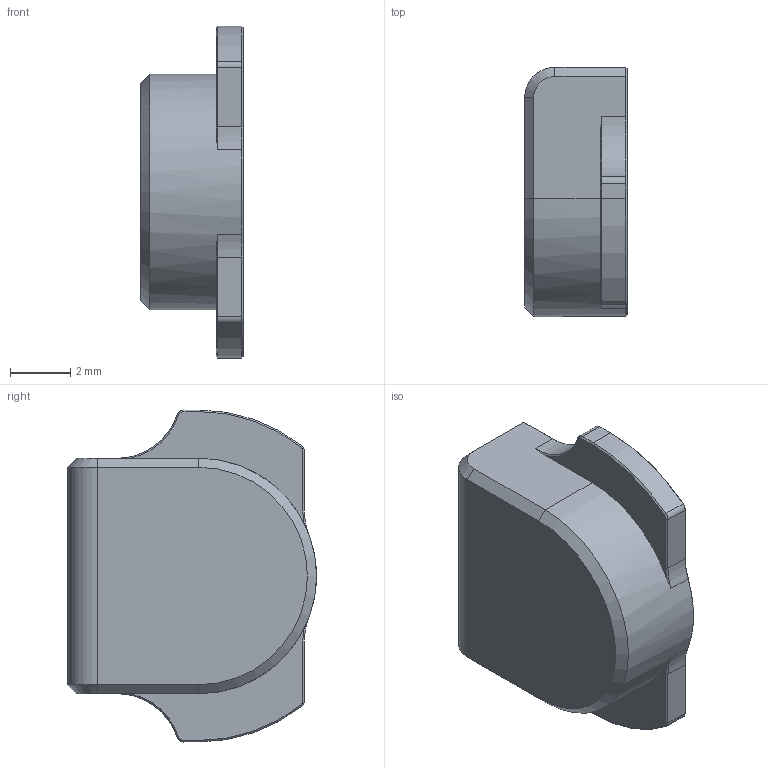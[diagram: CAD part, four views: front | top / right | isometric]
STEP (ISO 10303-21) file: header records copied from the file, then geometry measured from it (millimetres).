
FILE_DESCRIPTION(/* description */ (''),/* implementation_level */ '2;1');
FILE_NAME(/* name */ 'Button WIP.step',/* time_stamp */ '2024-03-13T09:07:30Z',/* author */ (''),/* organization */ (''),/* preprocessor_version */ 'ST-DEVELOPER v20',/* originating_system */ 'Autodesk Translation Framework v12.20.1.177',/* authorisation */ '');
FILE_SCHEMA (('AUTOMOTIVE_DESIGN { 1 0 10303 214 3 1 1 }'));
Length unit declared in the file: millimetre
Products named in the file (2): Buttons; Button
Assembly tree (1 placements, depth 2):
  Buttons
    Button
Bounding box: 3.4 x 8.25 x 11 mm (x, y, z)
Volume: 208.6 mm3; surface area: 241.1 mm2
Topology: 1 solids, 1 shells, 64 faces, 148 edges, 86 vertices
Faces by surface type: plane 28, cone 24, cylinder 12
Entity records: 1848 total; most frequent: DIRECTION 328, CARTESIAN_POINT 311, ORIENTED_EDGE 296, EDGE_CURVE 148, AXIS2_PLACEMENT_3D 117, LINE 94, VECTOR 94, VERTEX_POINT 86
